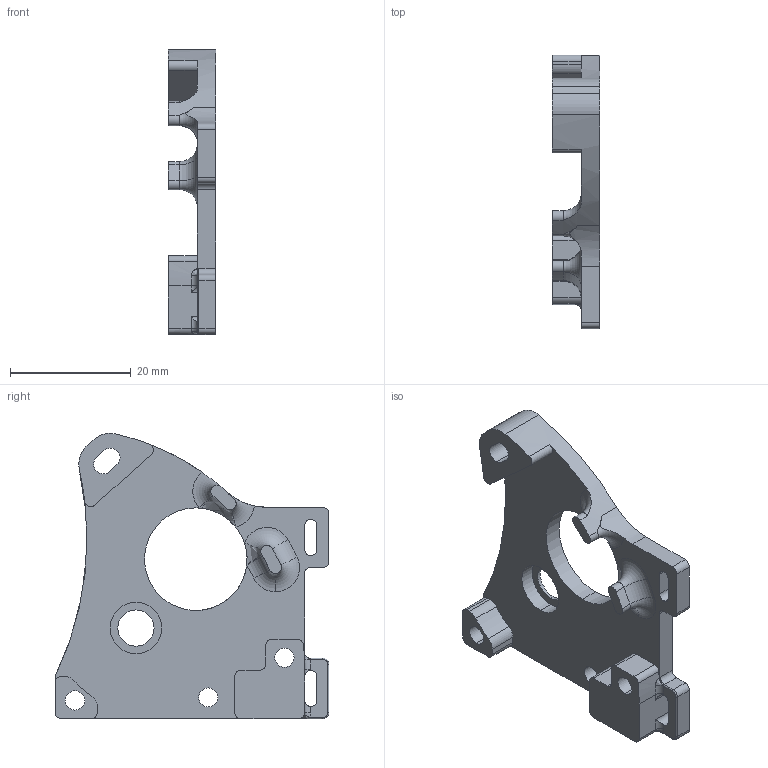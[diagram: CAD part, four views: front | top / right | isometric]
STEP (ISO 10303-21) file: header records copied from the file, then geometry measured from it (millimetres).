
FILE_DESCRIPTION (( 'STEP AP214' ), '1' );
FILE_NAME ('back Mod GotchauSailfin.STEP', '2023-12-03T17:19:53', ( '' ), ( '' ), 'SwSTEP 2.0', 'SolidWorks 2023', '' );
FILE_SCHEMA (( 'AUTOMOTIVE_DESIGN' ));
Length unit declared in the file: millimetre
Products named in the file (1): back Mod GotchauSailfin
Bounding box: 7.8 x 45.36 x 47.23 mm (x, y, z)
Volume: 5110.7 mm3; surface area: 4411.8 mm2
Topology: 1 solids, 1 shells, 112 faces, 312 edges, 200 vertices
Faces by surface type: cylinder 61, plane 31, torus 12, bspline 8
Entity records: 3932 total; most frequent: CARTESIAN_POINT 950, DIRECTION 650, ORIENTED_EDGE 622, EDGE_CURVE 311, AXIS2_PLACEMENT_3D 256, VERTEX_POINT 200, CIRCLE 151, VECTOR 138
